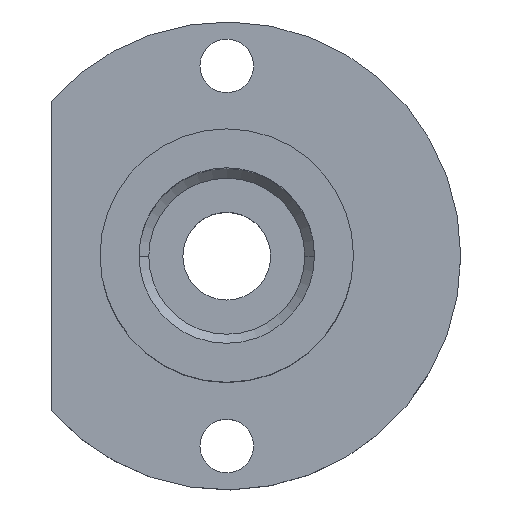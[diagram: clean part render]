
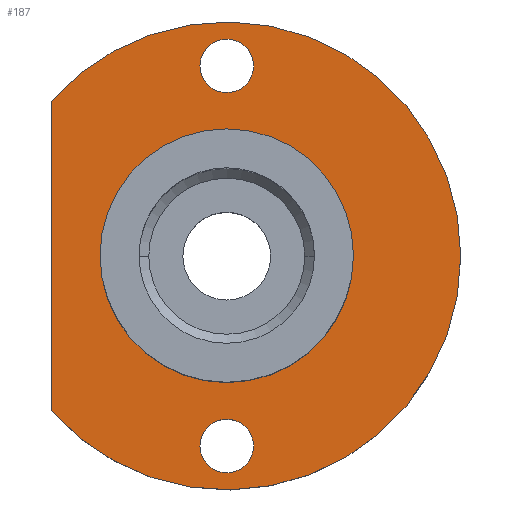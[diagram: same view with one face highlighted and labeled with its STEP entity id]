
A CAD part, top view. The second image highlights one B-rep face of the part: STEP entity #187.
In plain terms, the highlighted planar face has unit normal (0, 0, 1).
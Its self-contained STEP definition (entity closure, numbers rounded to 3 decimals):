
#24 = VERTEX_POINT ( 'NONE', #291 ) ;
#25 = VERTEX_POINT ( 'NONE', #290 ) ;
#38 = EDGE_CURVE ( 'NONE', #25, #24, #331, .T. ) ;
#72 = EDGE_CURVE ( 'NONE', #73, #74, #389, .T. ) ;
#73 = VERTEX_POINT ( 'NONE', #384 ) ;
#74 = VERTEX_POINT ( 'NONE', #383 ) ;
#130 = EDGE_CURVE ( 'NONE', #24, #25, #516, .T. ) ;
#137 = VERTEX_POINT ( 'NONE', #495 ) ;
#138 = EDGE_CURVE ( 'NONE', #137, #147, #494, .T. ) ;
#144 = EDGE_CURVE ( 'NONE', #147, #137, #542, .T. ) ;
#147 = VERTEX_POINT ( 'NONE', #538 ) ;
#149 = VERTEX_POINT ( 'NONE', #535 ) ;
#158 = EDGE_CURVE ( 'NONE', #159, #149, #521, .T. ) ;
#159 = VERTEX_POINT ( 'NONE', #581 ) ;
#187 = ADVANCED_FACE ( 'NONE', ( #614, #613, #612, #611 ), #620, .T. ) ;
#188 = EDGE_LOOP ( 'NONE', ( #189, #191 ) ) ;
#189 = ORIENTED_EDGE ( 'NONE', *, *, #190, .F. ) ;
#190 = EDGE_CURVE ( 'NONE', #159, #149, #606, .T. ) ;
#191 = ORIENTED_EDGE ( 'NONE', *, *, #158, .T. ) ;
#192 = EDGE_LOOP ( 'NONE', ( #193, #194 ) ) ;
#193 = ORIENTED_EDGE ( 'NONE', *, *, #144, .T. ) ;
#194 = ORIENTED_EDGE ( 'NONE', *, *, #138, .T. ) ;
#195 = EDGE_LOOP ( 'NONE', ( #196, #198 ) ) ;
#196 = ORIENTED_EDGE ( 'NONE', *, *, #197, .T. ) ;
#197 = EDGE_CURVE ( 'NONE', #74, #73, #602, .T. ) ;
#198 = ORIENTED_EDGE ( 'NONE', *, *, #72, .T. ) ;
#199 = EDGE_LOOP ( 'NONE', ( #200, #201 ) ) ;
#200 = ORIENTED_EDGE ( 'NONE', *, *, #130, .T. ) ;
#201 = ORIENTED_EDGE ( 'NONE', *, *, #38, .T. ) ;
#290 = CARTESIAN_POINT ( 'NONE',  ( 2.75, -19.5, 8. ) ) ;
#291 = CARTESIAN_POINT ( 'NONE',  ( -2.75, -19.5, 8. ) ) ;
#324 = DIRECTION ( 'NONE',  ( 1., 0., 0. ) ) ;
#325 = DIRECTION ( 'NONE',  ( 0., 0., -1. ) ) ;
#326 = CARTESIAN_POINT ( 'NONE',  ( 0., -19.5, 8. ) ) ;
#327 = AXIS2_PLACEMENT_3D ( 'NONE', #326, #325, #324 ) ;
#331 = CIRCLE ( 'NONE', #327, 2.75 ) ;
#383 = CARTESIAN_POINT ( 'NONE',  ( 13., 0., 8. ) ) ;
#384 = CARTESIAN_POINT ( 'NONE',  ( -13., 0., 8. ) ) ;
#385 = DIRECTION ( 'NONE',  ( 1., 0., 0. ) ) ;
#386 = DIRECTION ( 'NONE',  ( 0., 0., -1. ) ) ;
#387 = CARTESIAN_POINT ( 'NONE',  ( 0., 0., 8. ) ) ;
#388 = AXIS2_PLACEMENT_3D ( 'NONE', #387, #386, #385 ) ;
#389 = CIRCLE ( 'NONE', #388, 13. ) ;
#490 = DIRECTION ( 'NONE',  ( 1., 0., 0. ) ) ;
#491 = DIRECTION ( 'NONE',  ( 0., 0., -1. ) ) ;
#492 = CARTESIAN_POINT ( 'NONE',  ( 0., 19.5, 8. ) ) ;
#493 = AXIS2_PLACEMENT_3D ( 'NONE', #492, #491, #490 ) ;
#494 = CIRCLE ( 'NONE', #493, 2.75 ) ;
#495 = CARTESIAN_POINT ( 'NONE',  ( 2.75, 19.5, 8. ) ) ;
#512 = DIRECTION ( 'NONE',  ( 1., 0., 0. ) ) ;
#513 = DIRECTION ( 'NONE',  ( 0., 0., -1. ) ) ;
#514 = CARTESIAN_POINT ( 'NONE',  ( 0., -19.5, 8. ) ) ;
#515 = AXIS2_PLACEMENT_3D ( 'NONE', #514, #513, #512 ) ;
#516 = CIRCLE ( 'NONE', #515, 2.75 ) ;
#521 = CIRCLE ( 'NONE', #585, 24. ) ;
#535 = CARTESIAN_POINT ( 'NONE',  ( -18., 15.875, 8. ) ) ;
#538 = CARTESIAN_POINT ( 'NONE',  ( -2.75, 19.5, 8. ) ) ;
#539 = DIRECTION ( 'NONE',  ( 1., 0., 0. ) ) ;
#540 = DIRECTION ( 'NONE',  ( 0., 0., -1. ) ) ;
#541 = AXIS2_PLACEMENT_3D ( 'NONE', #547, #540, #539 ) ;
#542 = CIRCLE ( 'NONE', #541, 2.75 ) ;
#547 = CARTESIAN_POINT ( 'NONE',  ( 0., 19.5, 8. ) ) ;
#581 = CARTESIAN_POINT ( 'NONE',  ( -18., -15.875, 8. ) ) ;
#582 = DIRECTION ( 'NONE',  ( 1., 0., 0. ) ) ;
#583 = DIRECTION ( 'NONE',  ( 0., 0., 1. ) ) ;
#584 = CARTESIAN_POINT ( 'NONE',  ( 0., 0., 8. ) ) ;
#585 = AXIS2_PLACEMENT_3D ( 'NONE', #584, #583, #582 ) ;
#598 = DIRECTION ( 'NONE',  ( 1., 0., 0. ) ) ;
#599 = DIRECTION ( 'NONE',  ( 0., 0., -1. ) ) ;
#600 = CARTESIAN_POINT ( 'NONE',  ( 0., 0., 8. ) ) ;
#601 = AXIS2_PLACEMENT_3D ( 'NONE', #600, #599, #598 ) ;
#602 = CIRCLE ( 'NONE', #601, 13. ) ;
#603 = DIRECTION ( 'NONE',  ( 0., 1., 0. ) ) ;
#604 = VECTOR ( 'NONE', #603, 1000. ) ;
#605 = CARTESIAN_POINT ( 'NONE',  ( -18., 0., 8. ) ) ;
#606 = LINE ( 'NONE', #605, #604 ) ;
#607 = DIRECTION ( 'NONE',  ( 1., 0., 0. ) ) ;
#608 = DIRECTION ( 'NONE',  ( 0., 0., 1. ) ) ;
#609 = CARTESIAN_POINT ( 'NONE',  ( 0., 0., 8. ) ) ;
#610 = AXIS2_PLACEMENT_3D ( 'NONE', #609, #608, #607 ) ;
#611 = FACE_BOUND ( 'NONE', #199, .T. ) ;
#612 = FACE_BOUND ( 'NONE', #195, .T. ) ;
#613 = FACE_BOUND ( 'NONE', #192, .T. ) ;
#614 = FACE_OUTER_BOUND ( 'NONE', #188, .T. ) ;
#620 = PLANE ( 'NONE',  #610 ) ;
